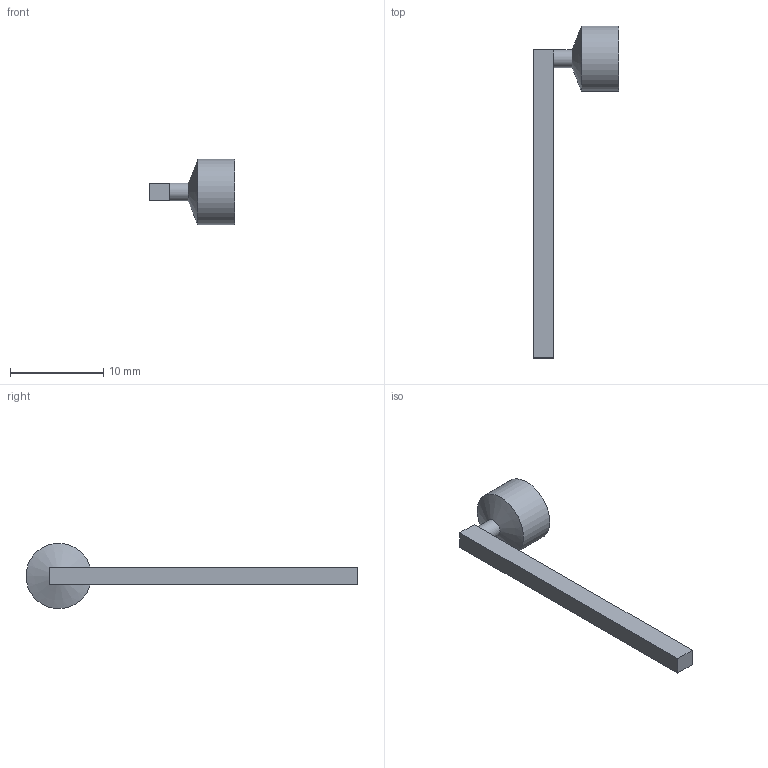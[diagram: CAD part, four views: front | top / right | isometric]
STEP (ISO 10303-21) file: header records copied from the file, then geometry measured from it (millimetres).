
FILE_DESCRIPTION(/* description */ (''),/* implementation_level */ '2;1');
FILE_NAME(/* name */ 'Servo Trapdoor v1.step',/* time_stamp */ '2025-08-06T01:00:30-04:00',/* author */ (''),/* organization */ (''),/* preprocessor_version */ 'ST-DEVELOPER v20.1',/* originating_system */ 'Autodesk Translation Framework v14.10.0.0',/* authorisation */ '');
FILE_SCHEMA (('AUTOMOTIVE_DESIGN { 1 0 10303 214 3 1 1 }'));
Length unit declared in the file: millimetre
Products named in the file (1): Servo Trapdoor
Bounding box: 9.19 x 35.55 x 7 mm (x, y, z)
Volume: 236.2 mm3; surface area: 553.1 mm2
Topology: 2 solids, 2 shells, 15 faces, 29 edges, 18 vertices
Faces by surface type: plane 11, cylinder 3, cone 1
Full cylindrical faces by diameter (mm): 1.907 x1, 5 x1, 7 x1
Entity records: 417 total; most frequent: DIRECTION 71, CARTESIAN_POINT 63, ORIENTED_EDGE 58, EDGE_CURVE 29, AXIS2_PLACEMENT_3D 26, LINE 19, VECTOR 19, VERTEX_POINT 18
